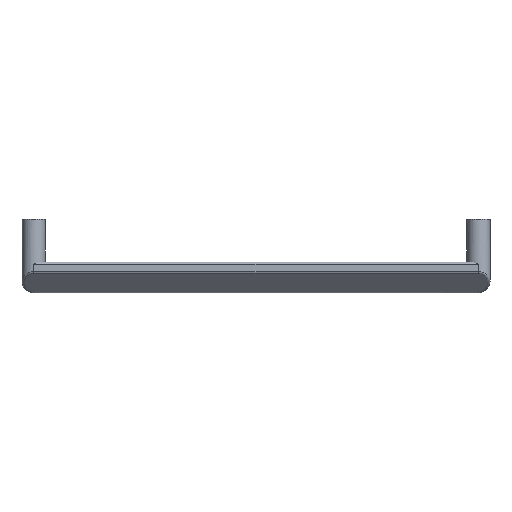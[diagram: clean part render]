
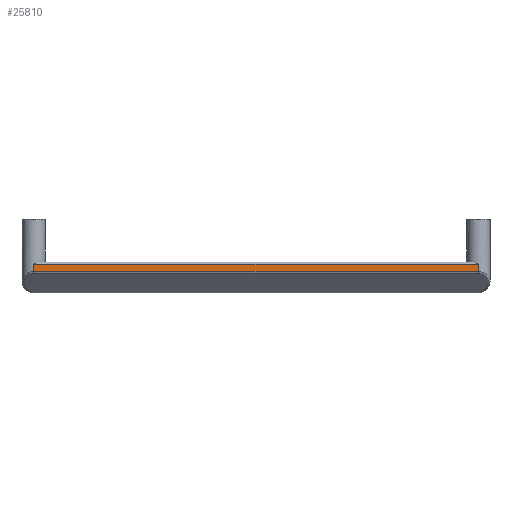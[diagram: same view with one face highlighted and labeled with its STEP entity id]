
A CAD part, top view. The second image highlights one B-rep face of the part: STEP entity #25810.
In plain terms, the highlighted planar face has unit normal (0, 0, 1).
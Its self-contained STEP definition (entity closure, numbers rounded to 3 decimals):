
#10870=CARTESIAN_POINT('',(-95.827,-22.589,
4.997));
#10880=VERTEX_POINT('',#10870);
#11080=CARTESIAN_POINT('',(0.,-22.589,
4.997));
#11090=DIRECTION('',(-1.,0.,0.));
#11100=VECTOR('',#11090,1.);
#11110=LINE('',#11080,#11100);
#11120=CARTESIAN_POINT('',(95.827,-22.589,
4.997));
#11130=VERTEX_POINT('',#11120);
#11140=EDGE_CURVE('',#11130,#10880,#11110,.T.);
#20600=CARTESIAN_POINT('',(95.827,-19.417,
4.997));
#20610=VERTEX_POINT('',#20600);
#20870=CARTESIAN_POINT('',(95.827,0.,
4.997));
#20880=DIRECTION('',(0.,1.,0.));
#20890=VECTOR('',#20880,1.);
#20900=LINE('',#20870,#20890);
#20910=EDGE_CURVE('',#11130,#20610,#20900,.T.);
#22750=CARTESIAN_POINT('',(-95.827,-19.417,
4.997));
#22760=VERTEX_POINT('',#22750);
#22860=CARTESIAN_POINT('',(0.,-19.417,
4.997));
#22870=DIRECTION('',(1.,0.,0.));
#22880=VECTOR('',#22870,1.);
#22890=LINE('',#22860,#22880);
#22900=EDGE_CURVE('',#22760,#20610,#22890,.T.);
#25650=CARTESIAN_POINT('',(70.,-17.003,
4.997));
#25660=DIRECTION('',(0.,0.,1.));
#25670=DIRECTION('',(0.,1.,0.));
#25680=AXIS2_PLACEMENT_3D('',#25650,#25660,#25670);
#25690=PLANE('',#25680);
#25700=CARTESIAN_POINT('',(-95.827,0.,
4.997));
#25710=DIRECTION('',(0.,1.,0.));
#25720=VECTOR('',#25710,1.);
#25730=LINE('',#25700,#25720);
#25740=EDGE_CURVE('',#10880,#22760,#25730,.T.);
#25750=ORIENTED_EDGE('',*,*,#25740,.F.);
#25760=ORIENTED_EDGE('',*,*,#22900,.F.);
#25770=ORIENTED_EDGE('',*,*,#20910,.T.);
#25780=ORIENTED_EDGE('',*,*,#11140,.F.);
#25790=EDGE_LOOP('',(#25780,#25770,#25760,#25750));
#25800=FACE_OUTER_BOUND('',#25790,.T.);
#25810=ADVANCED_FACE('',(#25800),#25690,.T.);
